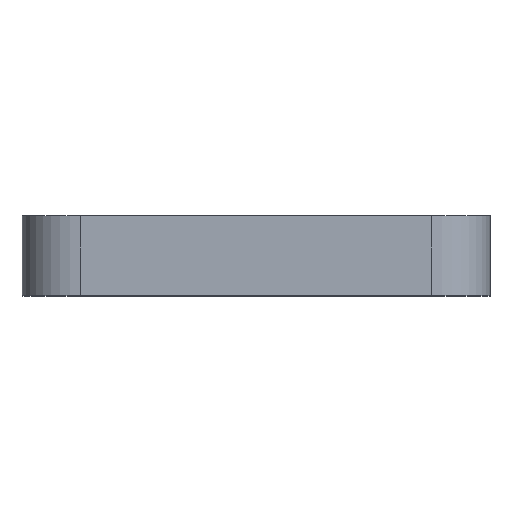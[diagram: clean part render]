
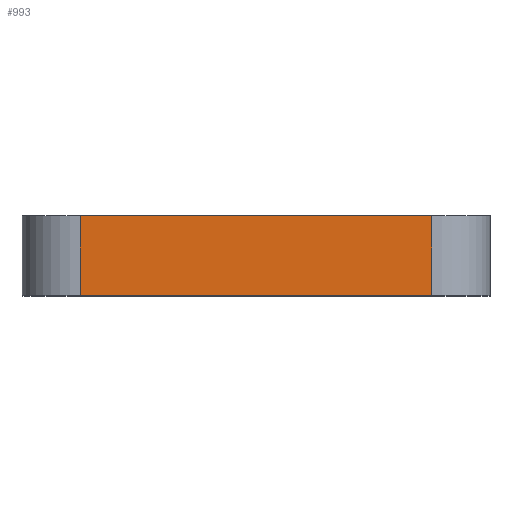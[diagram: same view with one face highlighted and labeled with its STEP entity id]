
A CAD part, top view. The second image highlights one B-rep face of the part: STEP entity #993.
In plain terms, the highlighted planar face has unit normal (0, 0, 1).
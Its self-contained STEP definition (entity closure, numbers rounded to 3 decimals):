
#42 = VECTOR ( 'NONE', #560, 1000. ) ;
#49 = LINE ( 'NONE', #232, #194 ) ;
#77 = VERTEX_POINT ( 'NONE', #963 ) ;
#88 = EDGE_CURVE ( 'NONE', #77, #931, #335, .T. ) ;
#125 = VERTEX_POINT ( 'NONE', #164 ) ;
#164 = CARTESIAN_POINT ( 'NONE',  ( 15., 6.825, 20. ) ) ;
#168 = ORIENTED_EDGE ( 'NONE', *, *, #942, .T. ) ;
#187 = FACE_OUTER_BOUND ( 'NONE', #1005, .T. ) ;
#194 = VECTOR ( 'NONE', #784, 1000. ) ;
#208 = DIRECTION ( 'NONE',  ( -1., 0., 0. ) ) ;
#216 = DIRECTION ( 'NONE',  ( 0., 0., -1. ) ) ;
#232 = CARTESIAN_POINT ( 'NONE',  ( 0., 6.825, 20. ) ) ;
#251 = VERTEX_POINT ( 'NONE', #276 ) ;
#276 = CARTESIAN_POINT ( 'NONE',  ( -15., 6.825, 20. ) ) ;
#335 = LINE ( 'NONE', #408, #42 ) ;
#353 = CARTESIAN_POINT ( 'NONE',  ( -15., 0., 20. ) ) ;
#382 = LINE ( 'NONE', #557, #390 ) ;
#385 = EDGE_CURVE ( 'NONE', #251, #125, #49, .T. ) ;
#390 = VECTOR ( 'NONE', #551, 1000. ) ;
#408 = CARTESIAN_POINT ( 'NONE',  ( 0., 0., 20. ) ) ;
#429 = ORIENTED_EDGE ( 'NONE', *, *, #385, .F. ) ;
#431 = CARTESIAN_POINT ( 'NONE',  ( 15., 0., 20. ) ) ;
#507 = PLANE ( 'NONE',  #541 ) ;
#541 = AXIS2_PLACEMENT_3D ( 'NONE', #814, #216, #208 ) ;
#551 = DIRECTION ( 'NONE',  ( 0., 1., 0. ) ) ;
#557 = CARTESIAN_POINT ( 'NONE',  ( 15., 6.825, 20. ) ) ;
#560 = DIRECTION ( 'NONE',  ( 1., 0., 0. ) ) ;
#568 = ORIENTED_EDGE ( 'NONE', *, *, #88, .T. ) ;
#671 = DIRECTION ( 'NONE',  ( 0., -1., 0. ) ) ;
#738 = LINE ( 'NONE', #353, #878 ) ;
#779 = EDGE_CURVE ( 'NONE', #931, #125, #382, .T. ) ;
#784 = DIRECTION ( 'NONE',  ( 1., 0., 0. ) ) ;
#814 = CARTESIAN_POINT ( 'NONE',  ( 0., 6.825, 20. ) ) ;
#868 = ORIENTED_EDGE ( 'NONE', *, *, #779, .T. ) ;
#878 = VECTOR ( 'NONE', #671, 1000. ) ;
#931 = VERTEX_POINT ( 'NONE', #431 ) ;
#942 = EDGE_CURVE ( 'NONE', #251, #77, #738, .T. ) ;
#963 = CARTESIAN_POINT ( 'NONE',  ( -15., 0., 20. ) ) ;
#993 = ADVANCED_FACE ( 'NONE', ( #187 ), #507, .F. ) ;
#1005 = EDGE_LOOP ( 'NONE', ( #568, #868, #429, #168 ) ) ;
